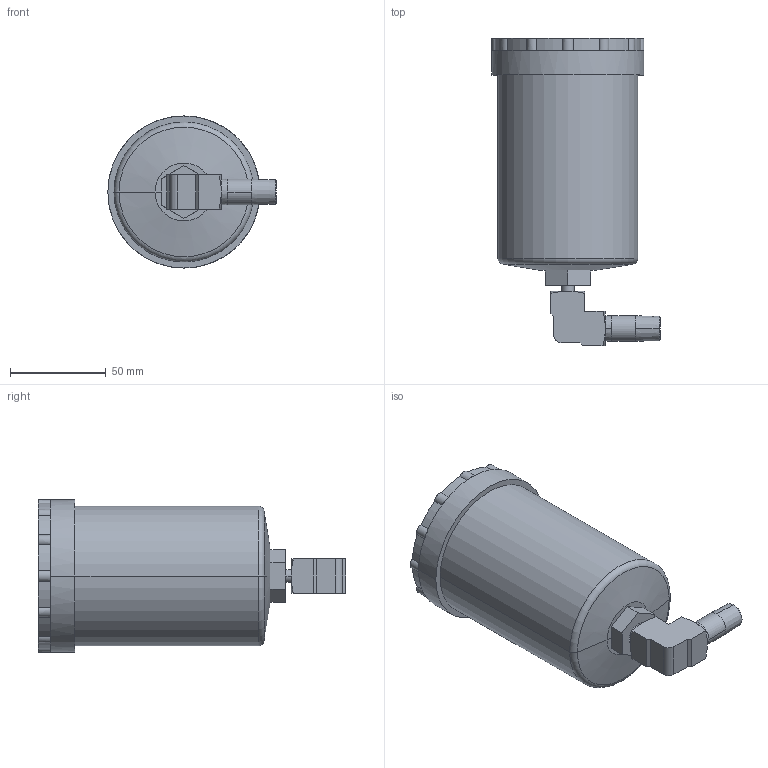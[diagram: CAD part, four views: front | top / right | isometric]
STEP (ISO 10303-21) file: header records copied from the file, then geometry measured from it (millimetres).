
FILE_DESCRIPTION((''),'2;1');
FILE_NAME('ILC62553002','2013-07-18T',('dg'),(''),'PRO/ENGINEER BY PARAMETRIC TECHNOLOGY CORPORATION, 2007460','PRO/ENGINEER BY PARAMETRIC TECHNOLOGY CORPORATION, 2007460','');
FILE_SCHEMA(('AUTOMOTIVE_DESIGN_CC2 { 1 2 10303 214 -1 1 5 2 }'));
Length unit declared in the file: inch
Products named in the file (1): ILC62553002
Bounding box: 87.82 x 160.22 x 79.38 mm (x, y, z)
Surface area: 47115.9 mm2 (no closed solid volume)
Topology: 0 solids, 5 shells, 116 faces, 282 edges, 177 vertices
Faces by surface type: cylinder 45, plane 39, cone 30, torus 2
Entity records: 4789 total; most frequent: CARTESIAN_POINT 837, DIRECTION 625, ORIENTED_EDGE 542, EDGE_CURVE 282, AXIS2_PLACEMENT_3D 264, VERTEX_POINT 177, FILL_AREA_STYLE_COLOUR 167, FILL_AREA_STYLE 167
